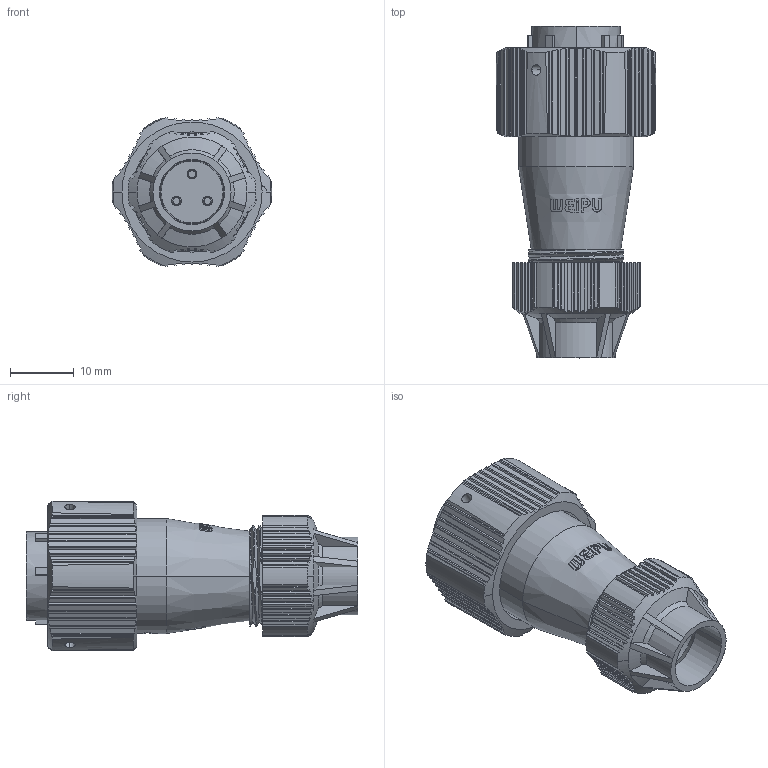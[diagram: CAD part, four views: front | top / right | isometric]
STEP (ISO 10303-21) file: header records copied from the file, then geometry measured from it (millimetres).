
FILE_DESCRIPTION((''),'2;1');
FILE_NAME('WY16J2TE','2016-11-07T',('Administrator'),(''),'PRO/ENGINEER BY PARAMETRIC TECHNOLOGY CORPORATION, 2015240','PRO/ENGINEER BY PARAMETRIC TECHNOLOGY CORPORATION, 2015240','');
FILE_SCHEMA(('CONFIG_CONTROL_DESIGN'));
Length unit declared in the file: millimetre
Products named in the file (1): WY16J2TE
Bounding box: 24.98 x 51.9 x 23.32 mm (x, y, z)
Volume: 8304.5 mm3; surface area: 9463.8 mm2
Topology: 2 solids, 5 shells, 938 faces, 2940 edges, 1954 vertices
Faces by surface type: plane 461, cylinder 244, cone 130, bspline 54, extrusion 31, sphere 14, torus 4
Entity records: 42271 total; most frequent: CARTESIAN_POINT 18494, ORIENTED_EDGE 5852, DIRECTION 3716, EDGE_CURVE 2926, VERTEX_POINT 1954, B_SPLINE_CURVE_WITH_KNOTS 1491, AXIS2_PLACEMENT_3D 1366, EDGE_LOOP 1046
